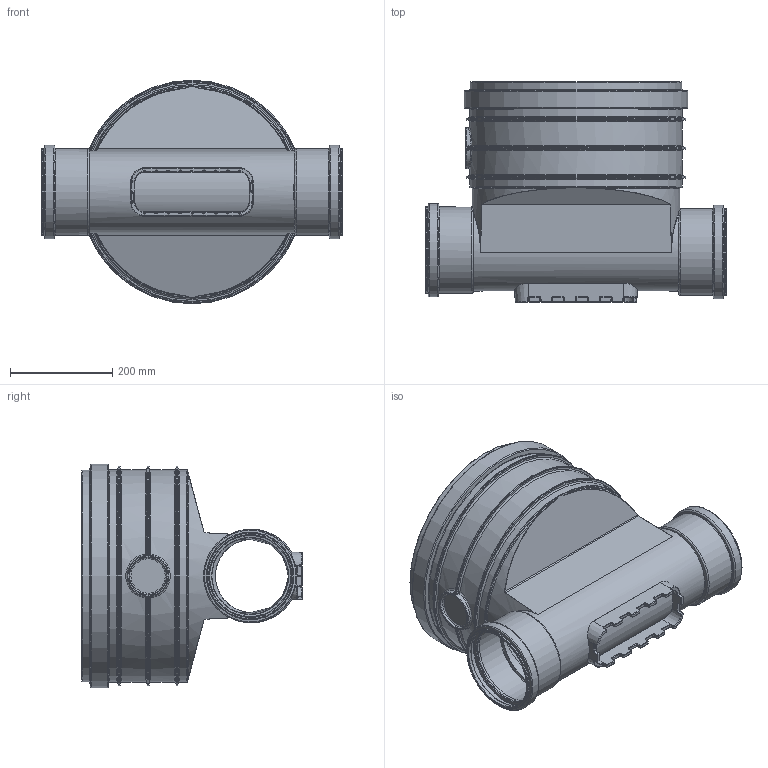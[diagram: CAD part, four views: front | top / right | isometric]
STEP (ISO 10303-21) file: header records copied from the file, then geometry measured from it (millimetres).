
FILE_DESCRIPTION(/* description */ (''),/* implementation_level */ '2;1');
FILE_NAME(/* name */ '660020 SC Schachtboden Typ G DN_OD 400_160.stp',/* time_stamp */ '2021-12-02T19:57:51+01:00',/* author */ ('corinna'),/* organization */ (''),/* preprocessor_version */ 'ST-DEVELOPER v18',/* originating_system */ 'Autodesk Inventor 2020',/* authorisation */ '');
FILE_SCHEMA (('AUTOMOTIVE_DESIGN { 1 0 10303 214 3 1 1 }'));
Length unit declared in the file: millimetre
Products named in the file (1): 660020 SC Schachtboden Typ G DN_OD 400_160
Bounding box: 590 x 432 x 438.1 mm (x, y, z)
Volume: 4659701.2 mm3; surface area: 1434743.7 mm2
Topology: 1 solids, 1 shells, 545 faces, 1448 edges, 904 vertices
Faces by surface type: bspline 180, cylinder 170, plane 81, torus 66, cone 42, sphere 6
Full cylindrical faces by diameter (mm): 143.2 x1, 150.2 x1, 160.5 x2, 160.8 x4, 169.5 x2, 169.8 x2, 173.8 x2, 182.8 x2, 394.9 x1, 404 x2, 415 x1, 416 x4, 427.1 x1, 430 x2, 438.1 x1
Entity records: 22645 total; most frequent: CARTESIAN_POINT 9317, ORIENTED_EDGE 2886, DIRECTION 2817, EDGE_CURVE 1443, AXIS2_PLACEMENT_3D 1222, VERTEX_POINT 904, CIRCLE 658, EDGE_LOOP 553
